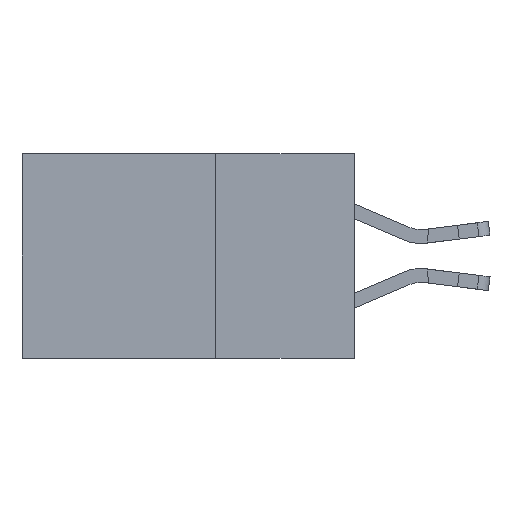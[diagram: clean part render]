
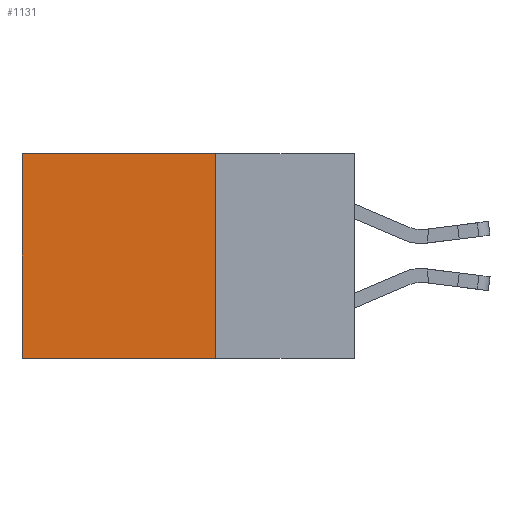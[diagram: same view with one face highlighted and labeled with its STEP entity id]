
A CAD part, left-side view. The second image highlights one B-rep face of the part: STEP entity #1131.
In plain terms, the highlighted planar face has unit normal (-1, 0, 0).
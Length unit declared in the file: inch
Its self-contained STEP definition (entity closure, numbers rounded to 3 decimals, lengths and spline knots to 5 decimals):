
#518 = CARTESIAN_POINT ( 'NONE',  ( 0.298, 0.25, -0.37 ) ) ;
#778 = DIRECTION ( 'NONE',  ( 0., 1., 0. ) ) ;
#927 = PLANE ( 'NONE',  #17821 ) ;
#1131 = ADVANCED_FACE ( 'NONE', ( #8198 ), #927, .F. ) ;
#1456 = VECTOR ( 'NONE', #12787, 39.37008 ) ;
#2061 = EDGE_CURVE ( 'NONE', #11730, #6462, #7493, .T. ) ;
#2354 = CARTESIAN_POINT ( 'NONE',  ( 0.298, 0.25, 0. ) ) ;
#2514 = EDGE_LOOP ( 'NONE', ( #18554, #18444, #3153, #5767 ) ) ;
#2659 = CARTESIAN_POINT ( 'NONE',  ( 0.298, 0.6, 0. ) ) ;
#2945 = VERTEX_POINT ( 'NONE', #9562 ) ;
#3153 = ORIENTED_EDGE ( 'NONE', *, *, #11146, .F. ) ;
#4600 = CARTESIAN_POINT ( 'NONE',  ( 0.298, 0.25, 0. ) ) ;
#4793 = EDGE_CURVE ( 'NONE', #2945, #17983, #17802, .T. ) ;
#5214 = CARTESIAN_POINT ( 'NONE',  ( 0.298, 0.6, -0.37 ) ) ;
#5294 = LINE ( 'NONE', #2659, #1456 ) ;
#5513 = DIRECTION ( 'NONE',  ( 0., 0., -1. ) ) ;
#5767 = ORIENTED_EDGE ( 'NONE', *, *, #2061, .T. ) ;
#6271 = VECTOR ( 'NONE', #778, 39.37008 ) ;
#6462 = VERTEX_POINT ( 'NONE', #7394 ) ;
#6800 = VECTOR ( 'NONE', #16552, 39.37008 ) ;
#6842 = LINE ( 'NONE', #4600, #15680 ) ;
#7394 = CARTESIAN_POINT ( 'NONE',  ( 0.298, 0.6, 0. ) ) ;
#7493 = LINE ( 'NONE', #17746, #6800 ) ;
#8198 = FACE_OUTER_BOUND ( 'NONE', #2514, .T. ) ;
#9562 = CARTESIAN_POINT ( 'NONE',  ( 0.298, 0.25, -0.37 ) ) ;
#10028 = EDGE_CURVE ( 'NONE', #6462, #17983, #5294, .T. ) ;
#11146 = EDGE_CURVE ( 'NONE', #11730, #2945, #6842, .T. ) ;
#11730 = VERTEX_POINT ( 'NONE', #14481 ) ;
#12787 = DIRECTION ( 'NONE',  ( 0., 0., -1. ) ) ;
#14017 = DIRECTION ( 'NONE',  ( 0., 0., -1. ) ) ;
#14481 = CARTESIAN_POINT ( 'NONE',  ( 0.298, 0.25, 0. ) ) ;
#15457 = DIRECTION ( 'NONE',  ( 1., 0., 0. ) ) ;
#15680 = VECTOR ( 'NONE', #5513, 39.37008 ) ;
#16552 = DIRECTION ( 'NONE',  ( 0., 1., 0. ) ) ;
#17746 = CARTESIAN_POINT ( 'NONE',  ( 0.298, 0.25, 0. ) ) ;
#17802 = LINE ( 'NONE', #518, #6271 ) ;
#17821 = AXIS2_PLACEMENT_3D ( 'NONE', #2354, #15457, #14017 ) ;
#17983 = VERTEX_POINT ( 'NONE', #5214 ) ;
#18444 = ORIENTED_EDGE ( 'NONE', *, *, #4793, .F. ) ;
#18554 = ORIENTED_EDGE ( 'NONE', *, *, #10028, .T. ) ;
